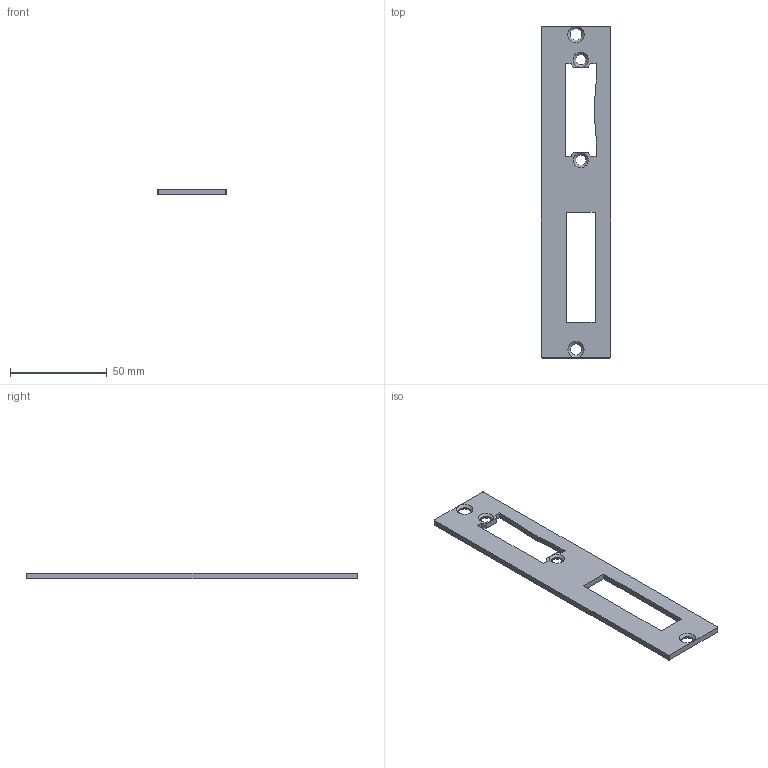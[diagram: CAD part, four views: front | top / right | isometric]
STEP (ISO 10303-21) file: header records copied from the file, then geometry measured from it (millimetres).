
FILE_DESCRIPTION (( 'STEP AP203' ), '1' );
FILE_NAME ('59110-SB.STEP', '2019-10-24T11:29:14', ( '' ), ( '' ), 'SwSTEP 2.0', 'SolidWorks 2015', '' );
FILE_SCHEMA (( 'CONFIG_CONTROL_DESIGN' ));
Length unit declared in the file: millimetre
Products named in the file (2): 59110-SB
Bounding box: 36 x 172 x 3 mm (x, y, z)
Volume: 13436.5 mm3; surface area: 11253.9 mm2
Topology: 1 solids, 1 shells, 251 faces, 670 edges, 444 vertices
Faces by surface type: plane 136, bspline 98, cylinder 9, cone 8
Full cylindrical faces by diameter (mm): 5.4 x2, 5.8 x1, 6.2 x1
Entity records: 12917 total; most frequent: CARTESIAN_POINT 7173, ORIENTED_EDGE 1316, DIRECTION 798, EDGE_CURVE 658, VERTEX_POINT 444, LINE 436, VECTOR 436, EDGE_LOOP 298
